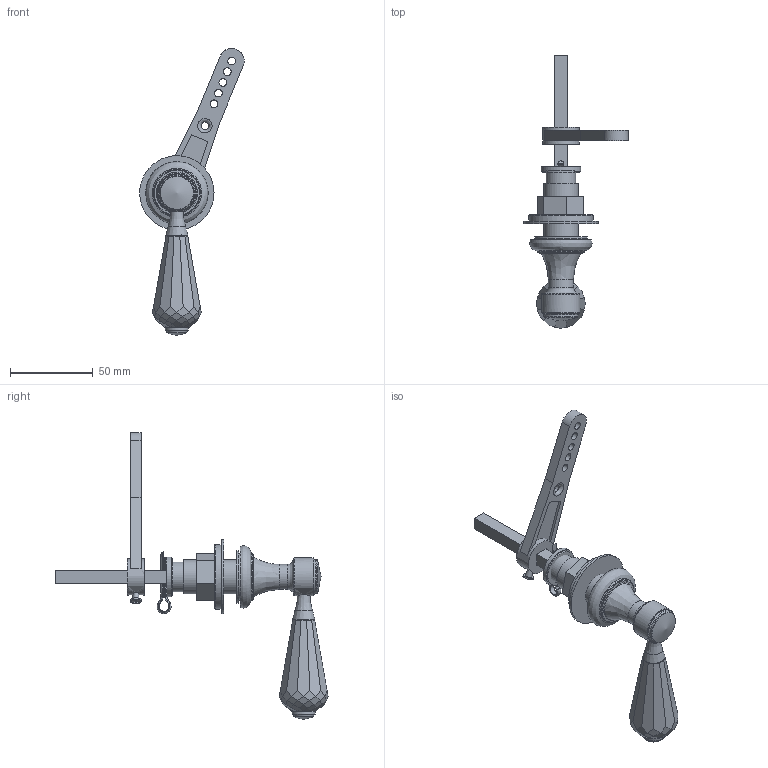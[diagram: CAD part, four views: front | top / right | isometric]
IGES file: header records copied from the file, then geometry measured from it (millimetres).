
Global section: file name: V277-TSB  TSC; native system: Autodesk Inventor 2018; preprocessor: unknown; author: adaniels; date: 20170908.092413; units: millimetre
Bounding box: 63.23 x 164.79 x 173.68 mm (x, y, z)
Volume: 76044.8 mm3; surface area: 43972.2 mm2
Topology: 18 solids, 18 shells, 314 faces, 776 edges, 511 vertices
Faces by surface type: bspline 314
